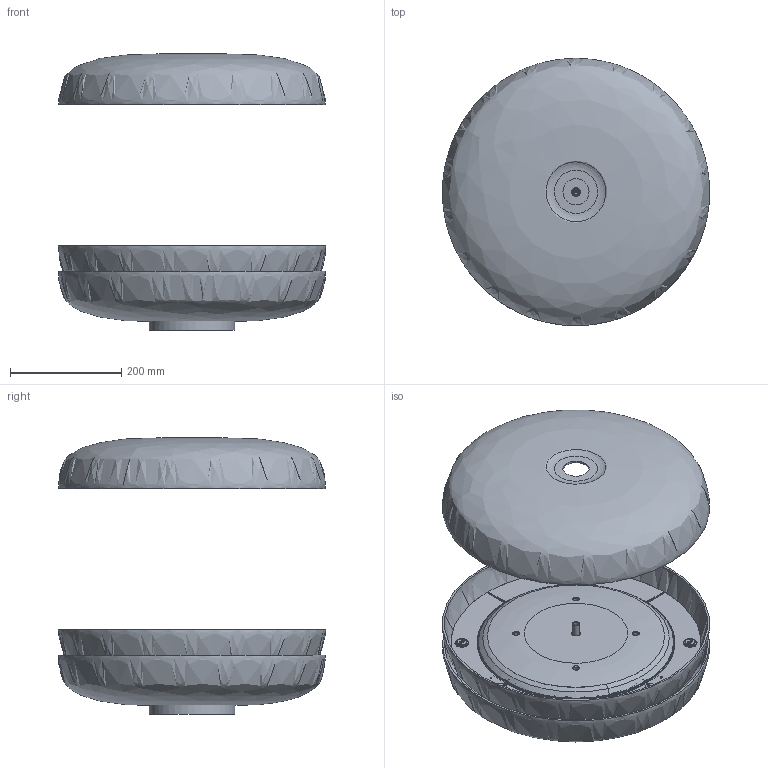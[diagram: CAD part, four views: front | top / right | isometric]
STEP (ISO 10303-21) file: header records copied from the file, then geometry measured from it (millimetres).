
FILE_DESCRIPTION( ( 'STEP AP203' ), '1' );
FILE_NAME( 'TROPICO PARETE PLAFONE GRANDE ALLEGGERITA.stp', '2019-10-21T08:10:46', ( ' ' ), ( ' ' ), 'XStep 1.0', ' ', ' ' );
FILE_SCHEMA( ( 'CONFIG_CONTROL_DESIGN) ( )' ) );
Length unit declared in the file: metre
Products named in the file (25): Assem1; Assem2; Assem3; 1; 2; 3; 4; 5; 6; 7; 8; 9; 10; 11; 12; 13; 14; 15; 16; 17; 18; 19; 20; 21; 22
Bounding box: 480 x 480 x 496.94 mm (x, y, z)
Volume: 1740472.3 mm3; surface area: 2477223.7 mm2
Topology: 69 solids, 84 shells, 2772 faces, 6795 edges, 4245 vertices
Faces by surface type: plane 1464, cylinder 897, bspline 183, cone 147, torus 72, sphere 6, revolution 3
Full cylindrical faces by diameter (mm): 2.3 x3, 2.459 x18, 2.5 x9, 3 x27, 3.2 x9, 3.242 x3, 4 x3, 4.2 x3, 4.21 x12, 4.3 x6, 4.5 x12, 4.8 x3, 5.2 x3, 5.5 x21, 6 x15, 6.7 x3, 7.7 x3, 8 x3, 8.376 x3, 8.917 x9, 10 x3, 12 x3, 14 x3, 16 x3, 20 x12, 23 x12, 43.8 x3, 47 x3, 55 x3, 59 x3
Entity records: 28817 total; most frequent: CARTESIAN_POINT 8657, DIRECTION 4066, ORIENTED_EDGE 3773, EDGE_CURVE 1900, AXIS2_PLACEMENT_3D 1690, VERTEX_POINT 1248, EDGE_LOOP 1063, FACE_OUTER_BOUND 936
